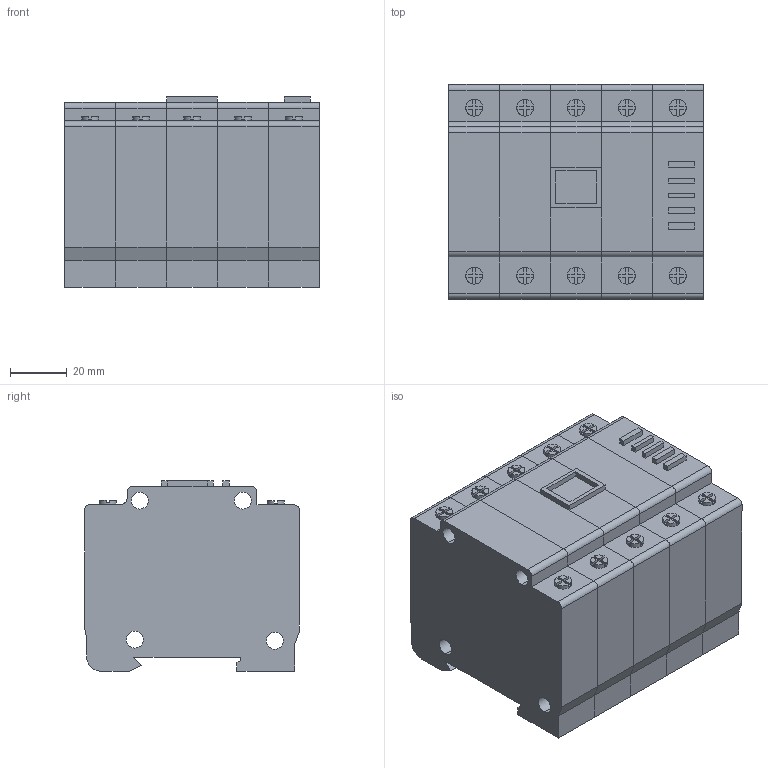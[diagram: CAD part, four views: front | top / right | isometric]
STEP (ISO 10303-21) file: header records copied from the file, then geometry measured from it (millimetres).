
FILE_DESCRIPTION(/* description */ (''),/* implementation_level */ '2;1');
FILE_NAME(/* name */ '416801 v1.step',/* time_stamp */ '2018-06-20T03:49:51+03:00',/* author */ (''),/* organization */ (''),/* preprocessor_version */ 'ST-DEVELOPER v17',/* originating_system */ 'Autodesk Translation Framework v7.1.0.215',/* authorisation */ '');
FILE_SCHEMA (('AUTOMOTIVE_DESIGN { 1 0 10303 214 3 1 1 }'));
Length unit declared in the file: millimetre
Products named in the file (2): 416801; 416801_1
Assembly tree (1 placements, depth 2):
  416801
    416801_1
Bounding box: 90 x 75.94 x 67.3 mm (x, y, z)
Volume: 400055.2 mm3; surface area: 79060.9 mm2
Topology: 22 solids, 22 shells, 381 faces, 1011 edges, 674 vertices
Faces by surface type: plane 291, cylinder 90
Entity records: 11941 total; most frequent: CARTESIAN_POINT 2069, DIRECTION 2039, ORIENTED_EDGE 2022, EDGE_CURVE 1011, LINE 751, VECTOR 751, VERTEX_POINT 674, AXIS2_PLACEMENT_3D 644
